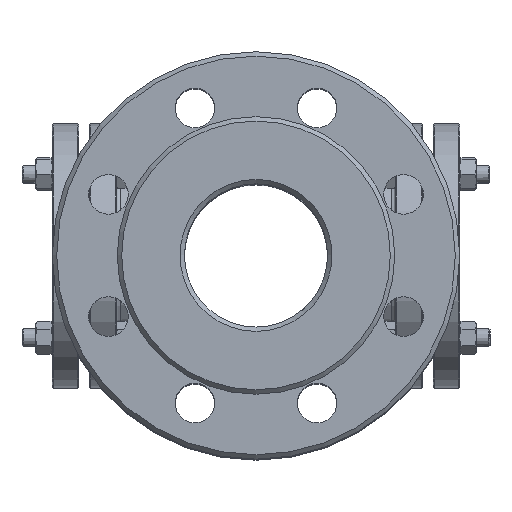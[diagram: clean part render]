
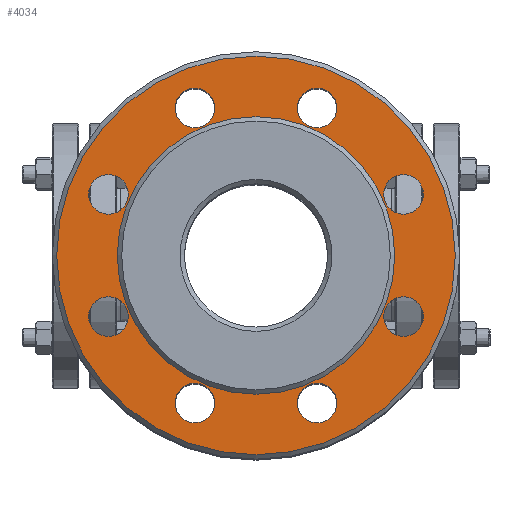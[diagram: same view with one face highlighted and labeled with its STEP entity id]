
A CAD part, top view. The second image highlights one B-rep face of the part: STEP entity #4034.
In plain terms, the highlighted planar face has unit normal (0, 0, 1).
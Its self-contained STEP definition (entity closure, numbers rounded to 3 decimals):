
#256=FACE_BOUND('',#883,.T.);
#257=FACE_BOUND('',#884,.T.);
#258=FACE_BOUND('',#885,.T.);
#259=FACE_BOUND('',#886,.T.);
#260=FACE_BOUND('',#887,.T.);
#261=FACE_BOUND('',#888,.T.);
#262=FACE_BOUND('',#889,.T.);
#263=FACE_BOUND('',#890,.T.);
#264=FACE_BOUND('',#891,.T.);
#357=PLANE('',#4528);
#593=FACE_OUTER_BOUND('',#882,.T.);
#882=EDGE_LOOP('',(#3424));
#883=EDGE_LOOP('',(#3425));
#884=EDGE_LOOP('',(#3426));
#885=EDGE_LOOP('',(#3427));
#886=EDGE_LOOP('',(#3428));
#887=EDGE_LOOP('',(#3429));
#888=EDGE_LOOP('',(#3430));
#889=EDGE_LOOP('',(#3431));
#890=EDGE_LOOP('',(#3432));
#891=EDGE_LOOP('',(#3433));
#990=CIRCLE('',#4234,9.);
#992=CIRCLE('',#4237,9.);
#1066=CIRCLE('',#4356,9.);
#1074=CIRCLE('',#4368,9.);
#1076=CIRCLE('',#4371,9.);
#1078=CIRCLE('',#4374,9.);
#1153=CIRCLE('',#4498,63.);
#1161=CIRCLE('',#4515,9.);
#1169=CIRCLE('',#4527,90.5);
#1170=CIRCLE('',#4529,9.);
#1762=VERTEX_POINT('',#6993);
#1764=VERTEX_POINT('',#6999);
#1841=VERTEX_POINT('',#7746);
#1849=VERTEX_POINT('',#7770);
#1851=VERTEX_POINT('',#7776);
#1853=VERTEX_POINT('',#7782);
#1919=VERTEX_POINT('',#8037);
#1929=VERTEX_POINT('',#8524);
#1937=VERTEX_POINT('',#8547);
#1938=VERTEX_POINT('',#8551);
#2175=EDGE_CURVE('',#1762,#1762,#990,.T.);
#2178=EDGE_CURVE('',#1764,#1764,#992,.T.);
#2290=EDGE_CURVE('',#1841,#1841,#1066,.T.);
#2302=EDGE_CURVE('',#1849,#1849,#1074,.T.);
#2305=EDGE_CURVE('',#1851,#1851,#1076,.T.);
#2308=EDGE_CURVE('',#1853,#1853,#1078,.T.);
#2412=EDGE_CURVE('',#1919,#1919,#1153,.T.);
#2433=EDGE_CURVE('',#1929,#1929,#1161,.T.);
#2444=EDGE_CURVE('',#1937,#1937,#1169,.T.);
#2446=EDGE_CURVE('',#1938,#1938,#1170,.T.);
#3424=ORIENTED_EDGE('',*,*,#2444,.T.);
#3425=ORIENTED_EDGE('',*,*,#2433,.F.);
#3426=ORIENTED_EDGE('',*,*,#2305,.T.);
#3427=ORIENTED_EDGE('',*,*,#2302,.T.);
#3428=ORIENTED_EDGE('',*,*,#2290,.T.);
#3429=ORIENTED_EDGE('',*,*,#2412,.F.);
#3430=ORIENTED_EDGE('',*,*,#2308,.T.);
#3431=ORIENTED_EDGE('',*,*,#2178,.F.);
#3432=ORIENTED_EDGE('',*,*,#2175,.F.);
#3433=ORIENTED_EDGE('',*,*,#2446,.T.);
#4034=ADVANCED_FACE('',(#593,#256,#257,#258,#259,#260,#261,#262,#263,#264),
#357,.T.);
#4234=AXIS2_PLACEMENT_3D('',#6994,#4910,#4911);
#4237=AXIS2_PLACEMENT_3D('',#7000,#4917,#4918);
#4356=AXIS2_PLACEMENT_3D('',#7747,#5181,#5182);
#4368=AXIS2_PLACEMENT_3D('',#7771,#5209,#5210);
#4371=AXIS2_PLACEMENT_3D('',#7777,#5216,#5217);
#4374=AXIS2_PLACEMENT_3D('',#7783,#5223,#5224);
#4498=AXIS2_PLACEMENT_3D('',#8038,#5498,#5499);
#4515=AXIS2_PLACEMENT_3D('',#8525,#5539,#5540);
#4527=AXIS2_PLACEMENT_3D('',#8548,#5566,#5567);
#4528=AXIS2_PLACEMENT_3D('',#8550,#5569,#5570);
#4529=AXIS2_PLACEMENT_3D('',#8552,#5571,#5572);
#4910=DIRECTION('center_axis',(0.,0.,1.));
#4911=DIRECTION('ref_axis',(1.,0.,0.));
#4917=DIRECTION('center_axis',(0.,0.,1.));
#4918=DIRECTION('ref_axis',(1.,0.,0.));
#5181=DIRECTION('center_axis',(0.,0.,-1.));
#5182=DIRECTION('ref_axis',(-1.,0.,0.));
#5209=DIRECTION('center_axis',(0.,0.,-1.));
#5210=DIRECTION('ref_axis',(-1.,0.,0.));
#5216=DIRECTION('center_axis',(0.,0.,-1.));
#5217=DIRECTION('ref_axis',(-1.,0.,0.));
#5223=DIRECTION('center_axis',(0.,0.,-1.));
#5224=DIRECTION('ref_axis',(-1.,0.,0.));
#5498=DIRECTION('center_axis',(0.,0.,1.));
#5499=DIRECTION('ref_axis',(-1.,0.,0.));
#5539=DIRECTION('center_axis',(0.,0.,1.));
#5540=DIRECTION('ref_axis',(1.,0.,0.));
#5566=DIRECTION('center_axis',(0.,0.,1.));
#5567=DIRECTION('ref_axis',(1.,0.,0.));
#5569=DIRECTION('center_axis',(0.,0.,1.));
#5570=DIRECTION('ref_axis',(1.,0.,0.));
#5571=DIRECTION('center_axis',(0.,0.,-1.));
#5572=DIRECTION('ref_axis',(-1.,0.,0.));
#6993=CARTESIAN_POINT('',(-36.745,-66.981,288.));
#6994=CARTESIAN_POINT('Origin',(-27.745,-66.981,288.));
#6999=CARTESIAN_POINT('',(-36.745,66.981,288.));
#7000=CARTESIAN_POINT('Origin',(-27.745,66.981,288.));
#7746=CARTESIAN_POINT('',(75.981,-27.745,288.));
#7747=CARTESIAN_POINT('Origin',(66.981,-27.745,288.));
#7770=CARTESIAN_POINT('',(36.745,-66.981,288.));
#7771=CARTESIAN_POINT('Origin',(27.745,-66.981,288.));
#7776=CARTESIAN_POINT('',(36.745,66.981,288.));
#7777=CARTESIAN_POINT('Origin',(27.745,66.981,288.));
#7782=CARTESIAN_POINT('',(75.981,27.745,288.));
#7783=CARTESIAN_POINT('Origin',(66.981,27.745,288.));
#8037=CARTESIAN_POINT('',(63.,0.,288.));
#8038=CARTESIAN_POINT('Origin',(0.,0.,288.));
#8524=CARTESIAN_POINT('',(-57.981,27.745,288.));
#8525=CARTESIAN_POINT('Origin',(-66.981,27.745,288.));
#8547=CARTESIAN_POINT('',(90.5,0.,288.));
#8548=CARTESIAN_POINT('Origin',(0.,0.,288.));
#8550=CARTESIAN_POINT('Origin',(0.,0.,288.));
#8551=CARTESIAN_POINT('',(-57.981,-27.745,288.));
#8552=CARTESIAN_POINT('Origin',(-66.981,-27.745,288.));
